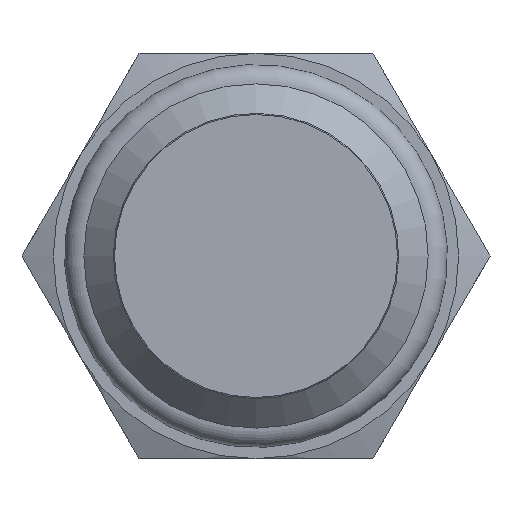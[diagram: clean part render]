
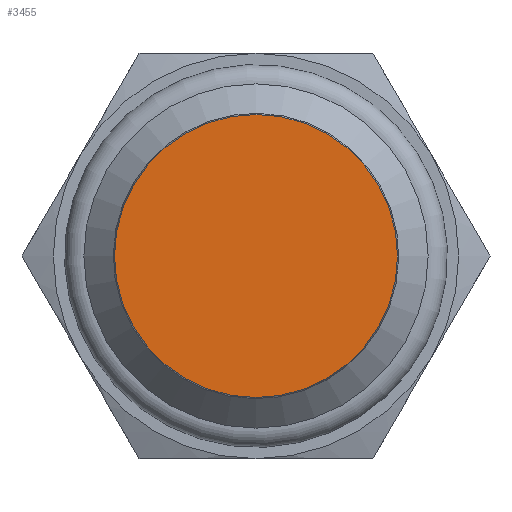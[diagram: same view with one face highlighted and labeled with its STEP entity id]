
A CAD part, left-side view. The second image highlights one B-rep face of the part: STEP entity #3455.
In plain terms, the highlighted planar face has unit normal (-1, 0, 0).
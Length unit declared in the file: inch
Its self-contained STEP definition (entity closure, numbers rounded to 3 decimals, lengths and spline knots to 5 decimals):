
#3439=CARTESIAN_POINT('',(-1.81,0.21825,0.0));
#3440=DIRECTION('',(-1.0,0.0,0.0));
#3441=DIRECTION('',(0.0,0.0,1.0));
#3442=AXIS2_PLACEMENT_3D('',#3439,#3440,#3441);
#3443=PLANE('',#3442);
#3444=CARTESIAN_POINT('',(-1.81,0.4365,0.0));
#3445=VERTEX_POINT('',#3444);
#3446=CARTESIAN_POINT('',(-1.81,0.0,0.0));
#3447=DIRECTION('',(1.0,0.0,0.0));
#3448=DIRECTION('',(0.0,1.0,0.0));
#3449=AXIS2_PLACEMENT_3D('',#3446,#3447,#3448);
#3450=CIRCLE('',#3449,0.4365);
#3451=EDGE_CURVE('',#3445,#3445,#3450,.T.);
#3452=ORIENTED_EDGE('',*,*,#3451,.F.);
#3453=EDGE_LOOP('',(#3452));
#3454=FACE_OUTER_BOUND('',#3453,.T.);
#3455=ADVANCED_FACE('',(#3454),#3443,.T.);
